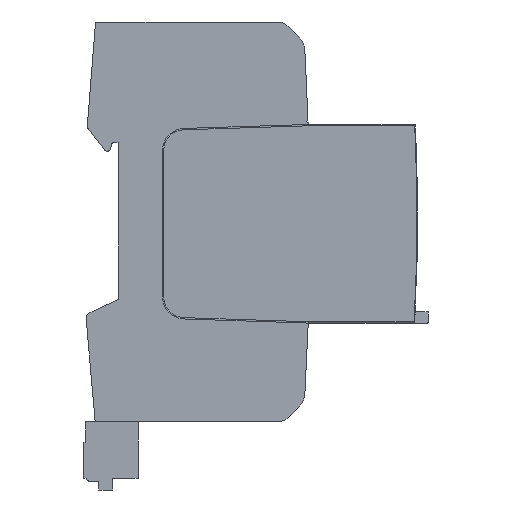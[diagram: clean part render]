
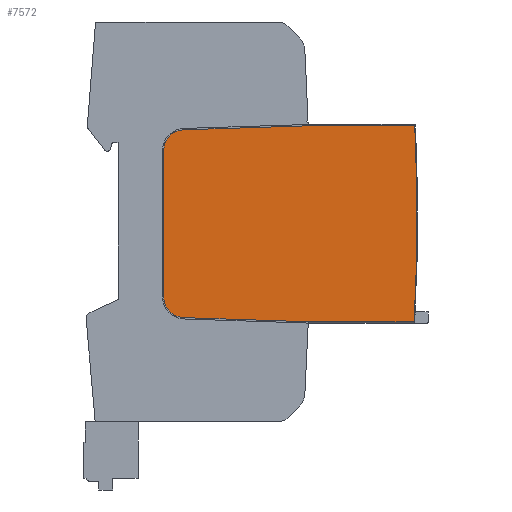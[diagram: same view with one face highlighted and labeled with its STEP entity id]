
A CAD part, left-side view. The second image highlights one B-rep face of the part: STEP entity #7572.
In plain terms, the highlighted planar face has unit normal (-1, 0, 0).
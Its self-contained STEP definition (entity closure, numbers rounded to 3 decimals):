
#486=CARTESIAN_POINT('',(-45.,336.41,0.75));
#487=DIRECTION('',(1.,0.,0.));
#488=DIRECTION('',(0.,-0.999,0.052));
#489=AXIS2_PLACEMENT_3D('',#486,#487,#488);
#491=DIRECTION('',(0.,1.,0.));
#492=VECTOR('',#491,23.898);
#493=CARTESIAN_POINT('',(-45.,-62.812,-22.527));
#494=LINE('',#493,#492);
#495=DIRECTION('',(0.,0.999,0.033));
#496=VECTOR('',#495,28.085);
#497=CARTESIAN_POINT('',(-45.,-38.914,
-22.527));
#498=LINE('',#497,#496);
#499=CARTESIAN_POINT('',(-45.,-11.,-16.9));
#500=DIRECTION('',(-1.,0.,0.));
#501=DIRECTION('',(0.,1.,0.));
#502=AXIS2_PLACEMENT_3D('',#499,#500,#501);
#504=DIRECTION('',(0.,0.,1.));
#505=VECTOR('',#504,33.);
#506=CARTESIAN_POINT('',(-45.,-6.3,-16.9));
#507=LINE('',#506,#505);
#508=CARTESIAN_POINT('',(-45.,-11.,16.1));
#509=DIRECTION('',(-1.,0.,0.));
#510=DIRECTION('',(0.,0.032,0.999));
#511=AXIS2_PLACEMENT_3D('',#508,#509,#510);
#513=DIRECTION('',(0.,-0.999,0.032));
#514=VECTOR('',#513,28.08);
#515=CARTESIAN_POINT('',(-45.,-10.849,20.798));
#516=LINE('',#515,#514);
#517=DIRECTION('',(0.,1.,0.));
#518=VECTOR('',#517,24.027);
#519=CARTESIAN_POINT('',(-45.,-62.941,21.7));
#520=LINE('',#519,#518);
#1045=CARTESIAN_POINT('',(-45.,-62.812,-22.527));
#2645=CARTESIAN_POINT('',(-45.,-62.941,21.7));
#7161=CARTESIAN_POINT('',(-45.,-38.914,
-22.527));
#7162=VERTEX_POINT('',#7161);
#7163=CARTESIAN_POINT('',(-45.,-10.844,-21.597));
#7164=VERTEX_POINT('',#7163);
#7165=CARTESIAN_POINT('',(-45.,-6.3,-16.9));
#7166=VERTEX_POINT('',#7165);
#7167=CARTESIAN_POINT('',(-45.,-6.3,16.1));
#7168=VERTEX_POINT('',#7167);
#7169=CARTESIAN_POINT('',(-45.,-10.849,20.798));
#7170=VERTEX_POINT('',#7169);
#7171=CARTESIAN_POINT('',(-45.,-38.914,
21.7));
#7172=VERTEX_POINT('',#7171);
#7467=VERTEX_POINT('',#1045);
#7468=VERTEX_POINT('',#2645);
#7549=CARTESIAN_POINT('',(-45.,0.,0.));
#7550=DIRECTION('',(1.,0.,0.));
#7551=DIRECTION('',(0.,1.,0.));
#7552=AXIS2_PLACEMENT_3D('',#7549,#7550,#7551);
#7553=PLANE('',#7552);
#7555=ORIENTED_EDGE('',*,*,#7554,.T.);
#7557=ORIENTED_EDGE('',*,*,#7556,.T.);
#7559=ORIENTED_EDGE('',*,*,#7558,.T.);
#7561=ORIENTED_EDGE('',*,*,#7560,.F.);
#7563=ORIENTED_EDGE('',*,*,#7562,.T.);
#7565=ORIENTED_EDGE('',*,*,#7564,.F.);
#7567=ORIENTED_EDGE('',*,*,#7566,.T.);
#7569=ORIENTED_EDGE('',*,*,#7568,.F.);
#7570=EDGE_LOOP('',(#7555,#7557,#7559,#7561,#7563,#7565,#7567,#7569));
#7571=FACE_OUTER_BOUND('',#7570,.F.);
#490=CIRCLE('',#489,399.9);
#503=CIRCLE('',#502,4.7);
#512=CIRCLE('',#511,4.7);
#7554=EDGE_CURVE('',#7468,#7467,#490,.T.);
#7556=EDGE_CURVE('',#7467,#7162,#494,.T.);
#7558=EDGE_CURVE('',#7162,#7164,#498,.T.);
#7560=EDGE_CURVE('',#7166,#7164,#503,.T.);
#7562=EDGE_CURVE('',#7166,#7168,#507,.T.);
#7564=EDGE_CURVE('',#7170,#7168,#512,.T.);
#7566=EDGE_CURVE('',#7170,#7172,#516,.T.);
#7568=EDGE_CURVE('',#7468,#7172,#520,.T.);
#7572=ADVANCED_FACE('',(#7571),#7553,.F.);
